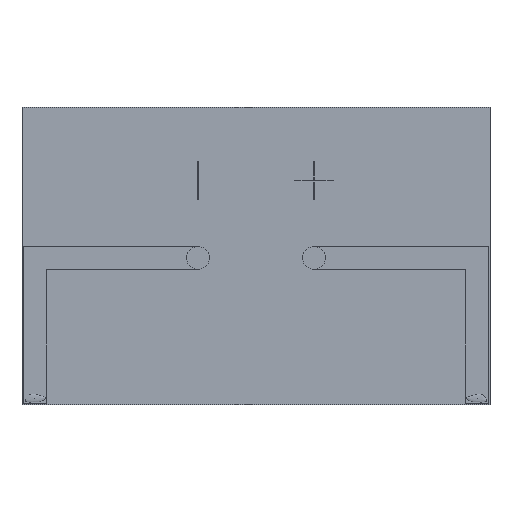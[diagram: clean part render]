
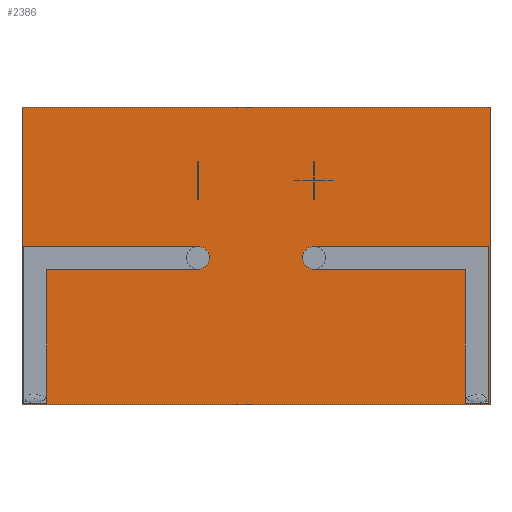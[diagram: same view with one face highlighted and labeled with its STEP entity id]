
A CAD part, front view. The second image highlights one B-rep face of the part: STEP entity #2386.
In plain terms, the highlighted planar face has unit normal (0, -1, 0).
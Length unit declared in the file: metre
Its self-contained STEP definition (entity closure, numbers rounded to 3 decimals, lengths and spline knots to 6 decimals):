
#44=CIRCLE('',#3264,0.0015);
#45=CIRCLE('',#3265,0.0015);
#64=ORIENTED_EDGE('',*,*,#704,.T.);
#65=ORIENTED_EDGE('',*,*,#705,.T.);
#66=ORIENTED_EDGE('',*,*,#706,.F.);
#67=ORIENTED_EDGE('',*,*,#707,.F.);
#68=ORIENTED_EDGE('',*,*,#708,.T.);
#69=ORIENTED_EDGE('',*,*,#709,.F.);
#70=ORIENTED_EDGE('',*,*,#710,.F.);
#71=ORIENTED_EDGE('',*,*,#711,.F.);
#72=ORIENTED_EDGE('',*,*,#712,.F.);
#73=ORIENTED_EDGE('',*,*,#713,.T.);
#74=ORIENTED_EDGE('',*,*,#714,.F.);
#75=ORIENTED_EDGE('',*,*,#715,.F.);
#76=ORIENTED_EDGE('',*,*,#716,.F.);
#77=ORIENTED_EDGE('',*,*,#717,.F.);
#78=ORIENTED_EDGE('',*,*,#718,.F.);
#79=ORIENTED_EDGE('',*,*,#719,.F.);
#80=ORIENTED_EDGE('',*,*,#720,.F.);
#81=ORIENTED_EDGE('',*,*,#721,.F.);
#82=ORIENTED_EDGE('',*,*,#722,.F.);
#83=ORIENTED_EDGE('',*,*,#723,.F.);
#84=ORIENTED_EDGE('',*,*,#724,.F.);
#85=ORIENTED_EDGE('',*,*,#725,.F.);
#86=ORIENTED_EDGE('',*,*,#726,.F.);
#87=ORIENTED_EDGE('',*,*,#727,.F.);
#88=ORIENTED_EDGE('',*,*,#728,.F.);
#89=ORIENTED_EDGE('',*,*,#729,.F.);
#90=ORIENTED_EDGE('',*,*,#730,.F.);
#91=ORIENTED_EDGE('',*,*,#731,.F.);
#92=ORIENTED_EDGE('',*,*,#732,.F.);
#93=ORIENTED_EDGE('',*,*,#733,.T.);
#94=ORIENTED_EDGE('',*,*,#734,.T.);
#95=ORIENTED_EDGE('',*,*,#735,.T.);
#704=EDGE_CURVE('',#1024,#1025,#1234,.T.);
#705=EDGE_CURVE('',#1025,#1026,#1235,.T.);
#706=EDGE_CURVE('',#1027,#1026,#1236,.T.);
#707=EDGE_CURVE('',#1028,#1027,#1237,.T.);
#708=EDGE_CURVE('',#1028,#1029,#1238,.T.);
#709=EDGE_CURVE('',#1030,#1029,#1239,.T.);
#710=EDGE_CURVE('',#1031,#1030,#1240,.T.);
#711=EDGE_CURVE('',#1032,#1031,#1241,.T.);
#712=EDGE_CURVE('',#1033,#1032,#1242,.T.);
#713=EDGE_CURVE('',#1033,#1034,#1243,.T.);
#714=EDGE_CURVE('',#1035,#1034,#1244,.T.);
#715=EDGE_CURVE('',#1024,#1035,#1245,.T.);
#716=EDGE_CURVE('',#1036,#1037,#1246,.T.);
#717=EDGE_CURVE('',#1038,#1036,#1247,.T.);
#718=EDGE_CURVE('',#1039,#1038,#1248,.T.);
#719=EDGE_CURVE('',#1040,#1039,#1249,.T.);
#720=EDGE_CURVE('',#1041,#1040,#1250,.T.);
#721=EDGE_CURVE('',#1037,#1041,#44,.F.);
#722=EDGE_CURVE('',#1042,#1043,#1251,.T.);
#723=EDGE_CURVE('',#1044,#1042,#1252,.T.);
#724=EDGE_CURVE('',#1045,#1044,#1253,.T.);
#725=EDGE_CURVE('',#1043,#1045,#1254,.T.);
#726=EDGE_CURVE('',#1046,#1047,#1255,.T.);
#727=EDGE_CURVE('',#1048,#1046,#45,.F.);
#728=EDGE_CURVE('',#1049,#1048,#1256,.T.);
#729=EDGE_CURVE('',#1050,#1049,#1257,.T.);
#730=EDGE_CURVE('',#1051,#1050,#1258,.T.);
#731=EDGE_CURVE('',#1047,#1051,#1259,.T.);
#732=EDGE_CURVE('',#1052,#1053,#1260,.T.);
#733=EDGE_CURVE('',#1052,#1054,#1261,.T.);
#734=EDGE_CURVE('',#1054,#1055,#1262,.T.);
#735=EDGE_CURVE('',#1055,#1053,#1263,.T.);
#1024=VERTEX_POINT('',#4011);
#1025=VERTEX_POINT('',#4012);
#1026=VERTEX_POINT('',#4014);
#1027=VERTEX_POINT('',#4016);
#1028=VERTEX_POINT('',#4018);
#1029=VERTEX_POINT('',#4020);
#1030=VERTEX_POINT('',#4022);
#1031=VERTEX_POINT('',#4024);
#1032=VERTEX_POINT('',#4026);
#1033=VERTEX_POINT('',#4028);
#1034=VERTEX_POINT('',#4030);
#1035=VERTEX_POINT('',#4032);
#1036=VERTEX_POINT('',#4035);
#1037=VERTEX_POINT('',#4036);
#1038=VERTEX_POINT('',#4038);
#1039=VERTEX_POINT('',#4040);
#1040=VERTEX_POINT('',#4042);
#1041=VERTEX_POINT('',#4044);
#1042=VERTEX_POINT('',#4047);
#1043=VERTEX_POINT('',#4048);
#1044=VERTEX_POINT('',#4050);
#1045=VERTEX_POINT('',#4052);
#1046=VERTEX_POINT('',#4055);
#1047=VERTEX_POINT('',#4056);
#1048=VERTEX_POINT('',#4058);
#1049=VERTEX_POINT('',#4060);
#1050=VERTEX_POINT('',#4062);
#1051=VERTEX_POINT('',#4064);
#1052=VERTEX_POINT('',#4067);
#1053=VERTEX_POINT('',#4068);
#1054=VERTEX_POINT('',#4070);
#1055=VERTEX_POINT('',#4072);
#1234=LINE('',#4010,#1530);
#1235=LINE('',#4013,#1531);
#1236=LINE('',#4015,#1532);
#1237=LINE('',#4017,#1533);
#1238=LINE('',#4019,#1534);
#1239=LINE('',#4021,#1535);
#1240=LINE('',#4023,#1536);
#1241=LINE('',#4025,#1537);
#1242=LINE('',#4027,#1538);
#1243=LINE('',#4029,#1539);
#1244=LINE('',#4031,#1540);
#1245=LINE('',#4033,#1541);
#1246=LINE('',#4034,#1542);
#1247=LINE('',#4037,#1543);
#1248=LINE('',#4039,#1544);
#1249=LINE('',#4041,#1545);
#1250=LINE('',#4043,#1546);
#1251=LINE('',#4046,#1547);
#1252=LINE('',#4049,#1548);
#1253=LINE('',#4051,#1549);
#1254=LINE('',#4053,#1550);
#1255=LINE('',#4054,#1551);
#1256=LINE('',#4059,#1552);
#1257=LINE('',#4061,#1553);
#1258=LINE('',#4063,#1554);
#1259=LINE('',#4065,#1555);
#1260=LINE('',#4066,#1556);
#1261=LINE('',#4069,#1557);
#1262=LINE('',#4071,#1558);
#1263=LINE('',#4073,#1559);
#1530=VECTOR('',#3416,1.);
#1531=VECTOR('',#3417,1.);
#1532=VECTOR('',#3418,1.);
#1533=VECTOR('',#3419,1.);
#1534=VECTOR('',#3420,1.);
#1535=VECTOR('',#3421,1.);
#1536=VECTOR('',#3422,1.);
#1537=VECTOR('',#3423,1.);
#1538=VECTOR('',#3424,1.);
#1539=VECTOR('',#3425,1.);
#1540=VECTOR('',#3426,1.);
#1541=VECTOR('',#3427,1.);
#1542=VECTOR('',#3428,1.);
#1543=VECTOR('',#3429,1.);
#1544=VECTOR('',#3430,1.);
#1545=VECTOR('',#3431,1.);
#1546=VECTOR('',#3432,1.);
#1547=VECTOR('',#3435,1.);
#1548=VECTOR('',#3436,1.);
#1549=VECTOR('',#3437,1.);
#1550=VECTOR('',#3438,1.);
#1551=VECTOR('',#3439,1.);
#1552=VECTOR('',#3442,1.);
#1553=VECTOR('',#3443,1.);
#1554=VECTOR('',#3444,1.);
#1555=VECTOR('',#3445,1.);
#1556=VECTOR('',#3446,1.);
#1557=VECTOR('',#3447,1.);
#1558=VECTOR('',#3448,1.);
#1559=VECTOR('',#3449,1.);
#1820=EDGE_LOOP('',(#64,#65,#66,#67,#68,#69,#70,#71,#72,#73,#74,#75));
#1821=EDGE_LOOP('',(#76,#77,#78,#79,#80,#81));
#1822=EDGE_LOOP('',(#82,#83,#84,#85));
#1823=EDGE_LOOP('',(#86,#87,#88,#89,#90,#91));
#1824=EDGE_LOOP('',(#92,#93,#94,#95));
#1980=FACE_BOUND('',#1820,.T.);
#1981=FACE_BOUND('',#1821,.T.);
#1982=FACE_BOUND('',#1822,.T.);
#1983=FACE_BOUND('',#1823,.T.);
#1984=FACE_BOUND('',#1824,.T.);
#2140=PLANE('',#3263);
#2386=ADVANCED_FACE('',(#1980,#1981,#1982,#1983,#1984),#2140,.F.);
#3263=AXIS2_PLACEMENT_3D('',#4009,#3414,#3415);
#3264=AXIS2_PLACEMENT_3D('',#4045,#3433,#3434);
#3265=AXIS2_PLACEMENT_3D('',#4057,#3440,#3441);
#3414=DIRECTION('',(0.,1.,0.));
#3415=DIRECTION('',(0.,0.,1.));
#3416=DIRECTION('',(0.,0.,1.));
#3417=DIRECTION('',(-1.,0.,0.));
#3418=DIRECTION('',(0.,0.,-1.));
#3419=DIRECTION('',(-1.,0.,0.));
#3420=DIRECTION('',(0.,0.,1.));
#3421=DIRECTION('',(-1.,0.,0.));
#3422=DIRECTION('',(0.,0.,1.));
#3423=DIRECTION('',(-1.,0.,0.));
#3424=DIRECTION('',(0.,0.,1.));
#3425=DIRECTION('',(-1.,0.,0.));
#3426=DIRECTION('',(0.,0.,1.));
#3427=DIRECTION('',(1.,0.,0.));
#3428=DIRECTION('',(1.,0.,0.));
#3429=DIRECTION('',(0.,0.,1.));
#3430=DIRECTION('',(1.,0.,0.));
#3431=DIRECTION('',(0.,0.,-1.));
#3432=DIRECTION('',(-1.,0.,0.));
#3433=DIRECTION('',(0.,1.,0.));
#3434=DIRECTION('',(0.,0.,1.));
#3435=DIRECTION('',(0.,0.,-1.));
#3436=DIRECTION('',(1.,0.,0.));
#3437=DIRECTION('',(0.,0.,1.));
#3438=DIRECTION('',(-1.,0.,0.));
#3439=DIRECTION('',(1.,0.,0.));
#3440=DIRECTION('',(0.,1.,0.));
#3441=DIRECTION('',(0.,0.,1.));
#3442=DIRECTION('',(-1.,0.,0.));
#3443=DIRECTION('',(0.,0.,1.));
#3444=DIRECTION('',(1.,0.,0.));
#3445=DIRECTION('',(0.,0.,-1.));
#3446=DIRECTION('',(0.,0.,-1.));
#3447=DIRECTION('',(1.,0.,0.));
#3448=DIRECTION('',(0.,0.,-1.));
#3449=DIRECTION('',(-1.,0.,0.));
#4009=CARTESIAN_POINT('',(0.,0.,0.));
#4010=CARTESIAN_POINT('',(0.00745,0.,0.));
#4011=CARTESIAN_POINT('',(0.00745,0.,0.00725));
#4012=CARTESIAN_POINT('',(0.00745,0.,0.0097));
#4013=CARTESIAN_POINT('',(0.,0.,0.0097));
#4014=CARTESIAN_POINT('',(0.005,0.,0.0097));
#4015=CARTESIAN_POINT('',(0.005,0.,0.));
#4016=CARTESIAN_POINT('',(0.005,0.,0.0098));
#4017=CARTESIAN_POINT('',(0.,0.,0.0098));
#4018=CARTESIAN_POINT('',(0.00745,0.,0.0098));
#4019=CARTESIAN_POINT('',(0.00745,0.,0.));
#4020=CARTESIAN_POINT('',(0.00745,0.,0.01225));
#4021=CARTESIAN_POINT('',(0.,0.,0.01225));
#4022=CARTESIAN_POINT('',(0.00755,0.,0.01225));
#4023=CARTESIAN_POINT('',(0.00755,0.,0.));
#4024=CARTESIAN_POINT('',(0.00755,0.,0.0098));
#4025=CARTESIAN_POINT('',(0.,0.,0.0098));
#4026=CARTESIAN_POINT('',(0.01,0.,0.0098));
#4027=CARTESIAN_POINT('',(0.01,0.,0.));
#4028=CARTESIAN_POINT('',(0.01,0.,0.0097));
#4029=CARTESIAN_POINT('',(0.,0.,0.0097));
#4030=CARTESIAN_POINT('',(0.00755,0.,0.0097));
#4031=CARTESIAN_POINT('',(0.00755,0.,0.));
#4032=CARTESIAN_POINT('',(0.00755,0.,0.00725));
#4033=CARTESIAN_POINT('',(0.,0.,0.00725));
#4034=CARTESIAN_POINT('',(-0.0075,0.,-0.00175));
#4035=CARTESIAN_POINT('',(-0.02705,0.,-0.00175));
#4036=CARTESIAN_POINT('',(-0.0075,0.,-0.00175));
#4037=CARTESIAN_POINT('',(-0.02705,0.,-0.00175));
#4038=CARTESIAN_POINT('',(-0.02705,0.,-0.01905));
#4039=CARTESIAN_POINT('',(-0.02705,0.,-0.01905));
#4040=CARTESIAN_POINT('',(-0.03005,0.,-0.01905));
#4041=CARTESIAN_POINT('',(-0.03005,0.,0.00125));
#4042=CARTESIAN_POINT('',(-0.03005,0.,0.00125));
#4043=CARTESIAN_POINT('',(-0.0075,0.,0.00125));
#4044=CARTESIAN_POINT('',(-0.0075,0.,0.00125));
#4045=CARTESIAN_POINT('',(-0.0075,0.,-0.00025));
#4046=CARTESIAN_POINT('',(0.03025,0.,-0.01925));
#4047=CARTESIAN_POINT('',(0.03025,0.,0.01925));
#4048=CARTESIAN_POINT('',(0.03025,0.,-0.01925));
#4049=CARTESIAN_POINT('',(-0.03025,0.,0.01925));
#4050=CARTESIAN_POINT('',(-0.03025,0.,0.01925));
#4051=CARTESIAN_POINT('',(-0.03025,0.,-0.01925));
#4052=CARTESIAN_POINT('',(-0.03025,0.,-0.01925));
#4053=CARTESIAN_POINT('',(-0.03025,0.,-0.01925));
#4054=CARTESIAN_POINT('',(0.0075,0.,-0.00175));
#4055=CARTESIAN_POINT('',(0.0075,0.,-0.00175));
#4056=CARTESIAN_POINT('',(0.02705,0.,-0.00175));
#4057=CARTESIAN_POINT('',(0.0075,0.,-0.00025));
#4058=CARTESIAN_POINT('',(0.0075,0.,0.00125));
#4059=CARTESIAN_POINT('',(0.0075,0.,0.00125));
#4060=CARTESIAN_POINT('',(0.03005,0.,0.00125));
#4061=CARTESIAN_POINT('',(0.03005,0.,0.00125));
#4062=CARTESIAN_POINT('',(0.03005,0.,-0.01905));
#4063=CARTESIAN_POINT('',(0.02705,0.,-0.01905));
#4064=CARTESIAN_POINT('',(0.02705,0.,-0.01905));
#4065=CARTESIAN_POINT('',(0.02705,0.,-0.00175));
#4066=CARTESIAN_POINT('',(-0.00755,0.,0.));
#4067=CARTESIAN_POINT('',(-0.00755,0.,0.01225));
#4068=CARTESIAN_POINT('',(-0.00755,0.,0.00725));
#4069=CARTESIAN_POINT('',(0.,0.,0.01225));
#4070=CARTESIAN_POINT('',(-0.00745,0.,0.01225));
#4071=CARTESIAN_POINT('',(-0.00745,0.,0.));
#4072=CARTESIAN_POINT('',(-0.00745,0.,0.00725));
#4073=CARTESIAN_POINT('',(0.,0.,0.00725));
